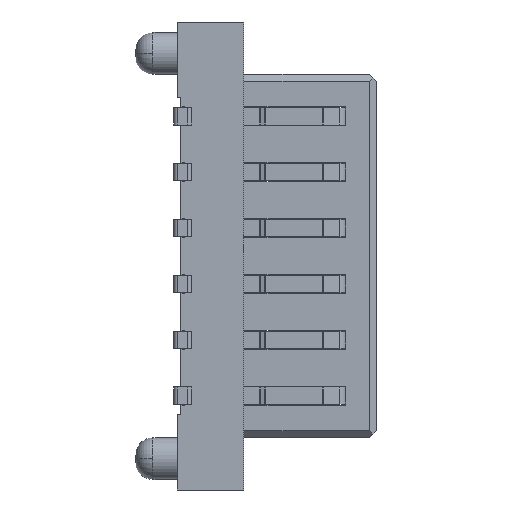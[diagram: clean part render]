
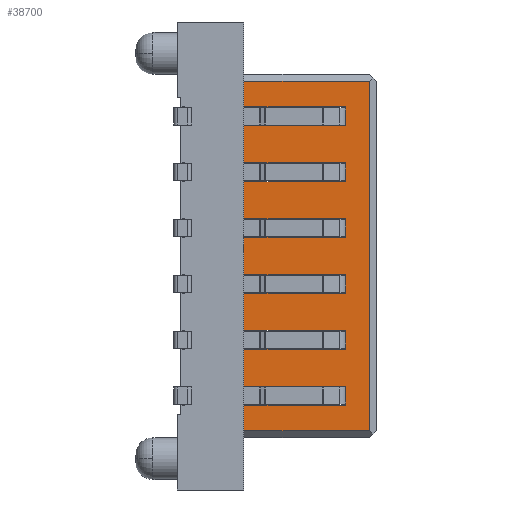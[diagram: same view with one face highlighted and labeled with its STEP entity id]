
A CAD part, left-side view. The second image highlights one B-rep face of the part: STEP entity #38700.
In plain terms, the highlighted planar face has unit normal (-1, 0, 0).
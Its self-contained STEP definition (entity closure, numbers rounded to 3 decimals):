
#4510=CARTESIAN_POINT('',(-95.729,94.799,4.6));
#4520=VERTEX_POINT('',#4510);
#4550=CARTESIAN_POINT('',(-95.729,95.699,4.6));
#4560=DIRECTION('',(0.,-1.,0.));
#4570=VECTOR('',#4560,1.);
#4580=LINE('',#4550,#4570);
#4590=CARTESIAN_POINT('',(-95.729,96.599,4.6));
#4600=VERTEX_POINT('',#4590);
#4610=EDGE_CURVE('',#4600,#4520,#4580,.T.);
#26100=CARTESIAN_POINT('',(-95.729,96.599,
-0.4));
#26110=VERTEX_POINT('',#26100);
#26300=CARTESIAN_POINT('',(-95.729,96.599,-13.8));
#26310=DIRECTION('',(0.,0.,-1.));
#26320=VECTOR('',#26310,1.);
#26330=LINE('',#26300,#26320);
#26340=EDGE_CURVE('',#4600,#26110,#26330,.T.);
#36550=CARTESIAN_POINT('',(-95.729,96.699,
-9.4));
#36560=DIRECTION('',(1.,0.,0.));
#36570=DIRECTION('',(0.,1.,0.));
#36580=AXIS2_PLACEMENT_3D('',#36550,#36560,#36570);
#36590=PLANE('',#36580);
#36600=CARTESIAN_POINT('',(-95.729,0.05,
3.435));
#36610=DIRECTION('',(0.,1.,0.));
#36620=VECTOR('',#36610,1.);
#36630=LINE('',#36600,#36620);
#36640=CARTESIAN_POINT('',(-95.729,94.799,
3.435));
#36650=VERTEX_POINT('',#36640);
#36660=CARTESIAN_POINT('',(-95.729,96.259,
3.435));
#36670=VERTEX_POINT('',#36660);
#36680=EDGE_CURVE('',#36650,#36670,#36630,.T.);
#36690=ORIENTED_EDGE('',*,*,#36680,.F.);
#36700=CARTESIAN_POINT('',(-95.729,96.259,14.4));
#36710=DIRECTION('',(0.,0.,-1.));
#36720=VECTOR('',#36710,1.);
#36730=LINE('',#36700,#36720);
#36740=CARTESIAN_POINT('',(-95.729,96.259,
3.165));
#36750=VERTEX_POINT('',#36740);
#36760=EDGE_CURVE('',#36670,#36750,#36730,.T.);
#36770=ORIENTED_EDGE('',*,*,#36760,.F.);
#36780=CARTESIAN_POINT('',(-95.729,0.05,
3.165));
#36790=DIRECTION('',(0.,1.,0.));
#36800=VECTOR('',#36790,1.);
#36810=LINE('',#36780,#36800);
#36820=CARTESIAN_POINT('',(-95.729,94.799,
3.165));
#36830=VERTEX_POINT('',#36820);
#36840=EDGE_CURVE('',#36830,#36750,#36810,.T.);
#36850=ORIENTED_EDGE('',*,*,#36840,.T.);
#36860=CARTESIAN_POINT('',(-95.729,94.799,14.4));
#36870=DIRECTION('',(0.,0.,-1.));
#36880=VECTOR('',#36870,1.);
#36890=LINE('',#36860,#36880);
#36900=CARTESIAN_POINT('',(-95.729,94.799,
2.635));
#36910=VERTEX_POINT('',#36900);
#36920=EDGE_CURVE('',#36830,#36910,#36890,.T.);
#36930=ORIENTED_EDGE('',*,*,#36920,.F.);
#36940=CARTESIAN_POINT('',(-95.729,0.05,
2.635));
#36950=DIRECTION('',(0.,1.,0.));
#36960=VECTOR('',#36950,1.);
#36970=LINE('',#36940,#36960);
#36980=CARTESIAN_POINT('',(-95.729,96.259,
2.635));
#36990=VERTEX_POINT('',#36980);
#37000=EDGE_CURVE('',#36910,#36990,#36970,.T.);
#37010=ORIENTED_EDGE('',*,*,#37000,.F.);
#37020=CARTESIAN_POINT('',(-95.729,96.259,13.6));
#37030=DIRECTION('',(0.,0.,-1.));
#37040=VECTOR('',#37030,1.);
#37050=LINE('',#37020,#37040);
#37060=CARTESIAN_POINT('',(-95.729,96.259,
2.365));
#37070=VERTEX_POINT('',#37060);
#37080=EDGE_CURVE('',#36990,#37070,#37050,.T.);
#37090=ORIENTED_EDGE('',*,*,#37080,.F.);
#37100=CARTESIAN_POINT('',(-95.729,0.05,
2.365));
#37110=DIRECTION('',(0.,1.,0.));
#37120=VECTOR('',#37110,1.);
#37130=LINE('',#37100,#37120);
#37140=CARTESIAN_POINT('',(-95.729,94.799,
2.365));
#37150=VERTEX_POINT('',#37140);
#37160=EDGE_CURVE('',#37150,#37070,#37130,.T.);
#37170=ORIENTED_EDGE('',*,*,#37160,.T.);
#37180=CARTESIAN_POINT('',(-95.729,94.799,13.6));
#37190=DIRECTION('',(0.,0.,-1.));
#37200=VECTOR('',#37190,1.);
#37210=LINE('',#37180,#37200);
#37220=CARTESIAN_POINT('',(-95.729,94.799,
1.835));
#37230=VERTEX_POINT('',#37220);
#37240=EDGE_CURVE('',#37150,#37230,#37210,.T.);
#37250=ORIENTED_EDGE('',*,*,#37240,.F.);
#37260=CARTESIAN_POINT('',(-95.729,0.05,
1.835));
#37270=DIRECTION('',(0.,1.,0.));
#37280=VECTOR('',#37270,1.);
#37290=LINE('',#37260,#37280);
#37300=CARTESIAN_POINT('',(-95.729,96.259,
1.835));
#37310=VERTEX_POINT('',#37300);
#37320=EDGE_CURVE('',#37230,#37310,#37290,.T.);
#37330=ORIENTED_EDGE('',*,*,#37320,.F.);
#37340=CARTESIAN_POINT('',(-95.729,96.259,12.8));
#37350=DIRECTION('',(0.,0.,-1.));
#37360=VECTOR('',#37350,1.);
#37370=LINE('',#37340,#37360);
#37380=CARTESIAN_POINT('',(-95.729,96.259,
1.565));
#37390=VERTEX_POINT('',#37380);
#37400=EDGE_CURVE('',#37310,#37390,#37370,.T.);
#37410=ORIENTED_EDGE('',*,*,#37400,.F.);
#37420=CARTESIAN_POINT('',(-95.729,0.05,
1.565));
#37430=DIRECTION('',(0.,1.,0.));
#37440=VECTOR('',#37430,1.);
#37450=LINE('',#37420,#37440);
#37460=CARTESIAN_POINT('',(-95.729,94.799,
1.565));
#37470=VERTEX_POINT('',#37460);
#37480=EDGE_CURVE('',#37470,#37390,#37450,.T.);
#37490=ORIENTED_EDGE('',*,*,#37480,.T.);
#37500=CARTESIAN_POINT('',(-95.729,94.799,12.8));
#37510=DIRECTION('',(0.,0.,-1.));
#37520=VECTOR('',#37510,1.);
#37530=LINE('',#37500,#37520);
#37540=CARTESIAN_POINT('',(-95.729,94.799,
1.035));
#37550=VERTEX_POINT('',#37540);
#37560=EDGE_CURVE('',#37470,#37550,#37530,.T.);
#37570=ORIENTED_EDGE('',*,*,#37560,.F.);
#37580=CARTESIAN_POINT('',(-95.729,0.05,
1.035));
#37590=DIRECTION('',(0.,1.,0.));
#37600=VECTOR('',#37590,1.);
#37610=LINE('',#37580,#37600);
#37620=CARTESIAN_POINT('',(-95.729,96.259,
1.035));
#37630=VERTEX_POINT('',#37620);
#37640=EDGE_CURVE('',#37550,#37630,#37610,.T.);
#37650=ORIENTED_EDGE('',*,*,#37640,.F.);
#37660=CARTESIAN_POINT('',(-95.729,96.259,12.));
#37670=DIRECTION('',(0.,0.,-1.));
#37680=VECTOR('',#37670,1.);
#37690=LINE('',#37660,#37680);
#37700=CARTESIAN_POINT('',(-95.729,96.259,
0.765));
#37710=VERTEX_POINT('',#37700);
#37720=EDGE_CURVE('',#37630,#37710,#37690,.T.);
#37730=ORIENTED_EDGE('',*,*,#37720,.F.);
#37740=CARTESIAN_POINT('',(-95.729,0.05,
0.765));
#37750=DIRECTION('',(0.,1.,0.));
#37760=VECTOR('',#37750,1.);
#37770=LINE('',#37740,#37760);
#37780=CARTESIAN_POINT('',(-95.729,94.799,
0.765));
#37790=VERTEX_POINT('',#37780);
#37800=EDGE_CURVE('',#37790,#37710,#37770,.T.);
#37810=ORIENTED_EDGE('',*,*,#37800,.T.);
#37820=CARTESIAN_POINT('',(-95.729,94.799,12.));
#37830=DIRECTION('',(0.,0.,-1.));
#37840=VECTOR('',#37830,1.);
#37850=LINE('',#37820,#37840);
#37860=CARTESIAN_POINT('',(-95.729,94.799,
0.235));
#37870=VERTEX_POINT('',#37860);
#37880=EDGE_CURVE('',#37790,#37870,#37850,.T.);
#37890=ORIENTED_EDGE('',*,*,#37880,.F.);
#37900=CARTESIAN_POINT('',(-95.729,0.05,
0.235));
#37910=DIRECTION('',(0.,1.,0.));
#37920=VECTOR('',#37910,1.);
#37930=LINE('',#37900,#37920);
#37940=CARTESIAN_POINT('',(-95.729,96.259,
0.235));
#37950=VERTEX_POINT('',#37940);
#37960=EDGE_CURVE('',#37870,#37950,#37930,.T.);
#37970=ORIENTED_EDGE('',*,*,#37960,.F.);
#37980=CARTESIAN_POINT('',(-95.729,96.259,11.2));
#37990=DIRECTION('',(0.,0.,-1.));
#38000=VECTOR('',#37990,1.);
#38010=LINE('',#37980,#38000);
#38020=CARTESIAN_POINT('',(-95.729,96.259,
-0.035));
#38030=VERTEX_POINT('',#38020);
#38040=EDGE_CURVE('',#37950,#38030,#38010,.T.);
#38050=ORIENTED_EDGE('',*,*,#38040,.F.);
#38060=CARTESIAN_POINT('',(-95.729,0.05,
-0.035));
#38070=DIRECTION('',(0.,1.,0.));
#38080=VECTOR('',#38070,1.);
#38090=LINE('',#38060,#38080);
#38100=CARTESIAN_POINT('',(-95.729,94.799,
-0.035));
#38110=VERTEX_POINT('',#38100);
#38120=EDGE_CURVE('',#38110,#38030,#38090,.T.);
#38130=ORIENTED_EDGE('',*,*,#38120,.T.);
#38140=CARTESIAN_POINT('',(-95.729,94.799,11.2));
#38150=DIRECTION('',(0.,0.,-1.));
#38160=VECTOR('',#38150,1.);
#38170=LINE('',#38140,#38160);
#38180=CARTESIAN_POINT('',(-95.729,94.799,
-0.4));
#38190=VERTEX_POINT('',#38180);
#38200=EDGE_CURVE('',#38110,#38190,#38170,.T.);
#38210=ORIENTED_EDGE('',*,*,#38200,.F.);
#38220=CARTESIAN_POINT('',(-95.729,95.699,
-0.4));
#38230=DIRECTION('',(0.,-1.,0.));
#38240=VECTOR('',#38230,1.);
#38250=LINE('',#38220,#38240);
#38260=EDGE_CURVE('',#26110,#38190,#38250,.T.);
#38270=ORIENTED_EDGE('',*,*,#38260,.T.);
#38280=ORIENTED_EDGE('',*,*,#26340,.T.);
#38290=ORIENTED_EDGE('',*,*,#4610,.F.);
#38300=CARTESIAN_POINT('',(-95.729,94.799,-7.));
#38310=DIRECTION('',(0.,0.,1.));
#38320=VECTOR('',#38310,1.);
#38330=LINE('',#38300,#38320);
#38340=CARTESIAN_POINT('',(-95.729,94.799,4.235));
#38350=VERTEX_POINT('',#38340);
#38360=EDGE_CURVE('',#38350,#4520,#38330,.T.);
#38370=ORIENTED_EDGE('',*,*,#38360,.T.);
#38380=CARTESIAN_POINT('',(-95.729,0.05,4.235));
#38390=DIRECTION('',(0.,1.,0.));
#38400=VECTOR('',#38390,1.);
#38410=LINE('',#38380,#38400);
#38420=CARTESIAN_POINT('',(-95.729,96.259,4.235));
#38430=VERTEX_POINT('',#38420);
#38440=EDGE_CURVE('',#38350,#38430,#38410,.T.);
#38450=ORIENTED_EDGE('',*,*,#38440,.F.);
#38460=CARTESIAN_POINT('',(-95.729,96.259,15.2));
#38470=DIRECTION('',(0.,0.,-1.));
#38480=VECTOR('',#38470,1.);
#38490=LINE('',#38460,#38480);
#38500=CARTESIAN_POINT('',(-95.729,96.259,3.965));
#38510=VERTEX_POINT('',#38500);
#38520=EDGE_CURVE('',#38430,#38510,#38490,.T.);
#38530=ORIENTED_EDGE('',*,*,#38520,.F.);
#38540=CARTESIAN_POINT('',(-95.729,0.05,3.965));
#38550=DIRECTION('',(0.,1.,0.));
#38560=VECTOR('',#38550,1.);
#38570=LINE('',#38540,#38560);
#38580=CARTESIAN_POINT('',(-95.729,94.799,3.965));
#38590=VERTEX_POINT('',#38580);
#38600=EDGE_CURVE('',#38590,#38510,#38570,.T.);
#38610=ORIENTED_EDGE('',*,*,#38600,.T.);
#38620=CARTESIAN_POINT('',(-95.729,94.799,15.2));
#38630=DIRECTION('',(0.,0.,-1.));
#38640=VECTOR('',#38630,1.);
#38650=LINE('',#38620,#38640);
#38660=EDGE_CURVE('',#38590,#36650,#38650,.T.);
#38670=ORIENTED_EDGE('',*,*,#38660,.F.);
#38680=EDGE_LOOP('',(#38670,#38610,#38530,#38450,#38370,#38290,#38280,
#38270,#38210,#38130,#38050,#37970,#37890,#37810,#37730,#37650,#37570,
#37490,#37410,#37330,#37250,#37170,#37090,#37010,#36930,#36850,#36770,
#36690));
#38690=FACE_OUTER_BOUND('',#38680,.T.);
#38700=ADVANCED_FACE('',(#38690),#36590,.F.);
